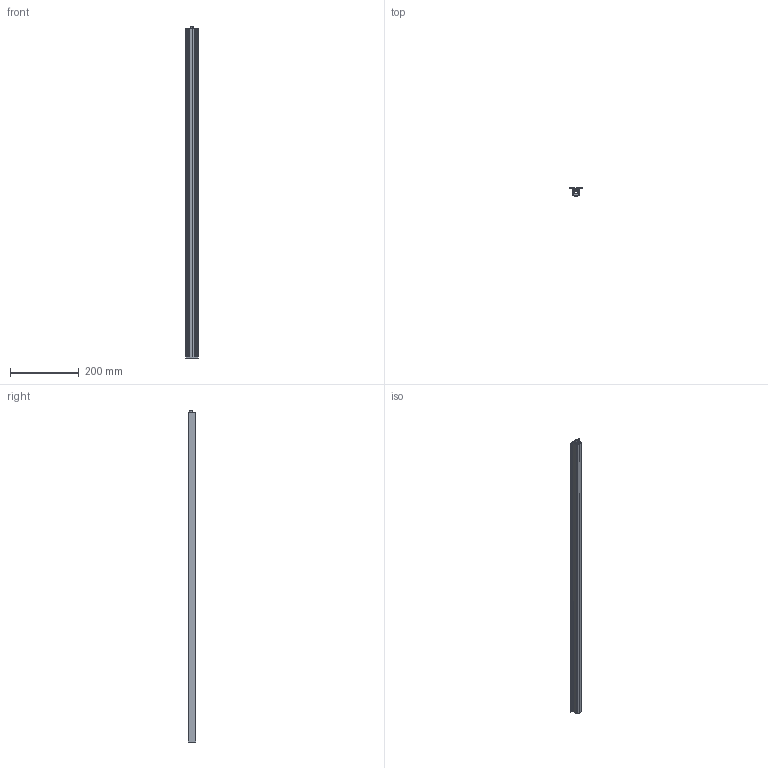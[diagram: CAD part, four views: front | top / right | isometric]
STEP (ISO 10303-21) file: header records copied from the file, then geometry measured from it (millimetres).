
FILE_DESCRIPTION (( 'STEP AP203' ), '1' );
FILE_NAME ('RO 960 plus.STEP', '2025-02-28T13:31:35', ( '' ), ( '' ), 'SwSTEP 2.0', 'SolidWorks 2023', '' );
FILE_SCHEMA (( 'CONFIG_CONTROL_DESIGN' ));
Length unit declared in the file: millimetre
Products named in the file (4): Innengeometrie_20; Betätigungsteil_20; Aussengehäuse RO; RO 960 plus
Assembly tree (3 placements, depth 2):
  RO 960 plus
    Aussengehäuse RO
    Innengeometrie_20
    Betätigungsteil_20
Bounding box: 36 x 22.3 x 966 mm (x, y, z)
Volume: 259546.7 mm3; surface area: 281041.4 mm2
Topology: 18 solids, 18 shells, 650 faces, 1834 edges, 1222 vertices
Faces by surface type: plane 311, bspline 306, cylinder 31, torus 2
Entity records: 35715 total; most frequent: CARTESIAN_POINT 20399, ORIENTED_EDGE 3668, DIRECTION 1990, EDGE_CURVE 1834, VERTEX_POINT 1222, VECTOR 1154, LINE 1154, EDGE_LOOP 730
